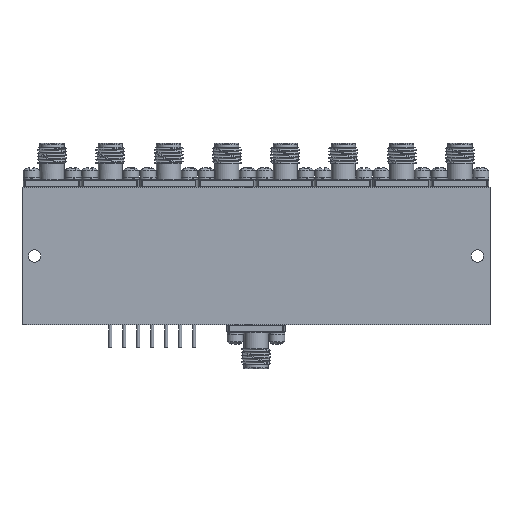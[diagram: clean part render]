
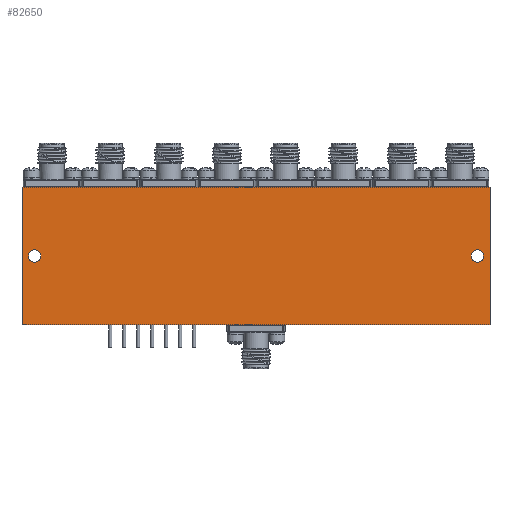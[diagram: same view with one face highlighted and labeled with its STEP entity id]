
A CAD part, front view. The second image highlights one B-rep face of the part: STEP entity #82650.
In plain terms, the highlighted planar face has unit normal (0, -1, 0).
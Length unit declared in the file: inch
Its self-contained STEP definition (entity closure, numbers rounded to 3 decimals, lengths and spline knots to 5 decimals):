
#452 = CARTESIAN_POINT ( 'NONE',  ( -2.54536, -0.30619, 0.4298 ) ) ;
#987 = DIRECTION ( 'NONE',  ( 0., 0., 1. ) ) ;
#1896 = DIRECTION ( 'NONE',  ( 0., 0., -1. ) ) ;
#2825 = CARTESIAN_POINT ( 'NONE',  ( 1.47064, -0.30619, -0.7512 ) ) ;
#3251 = EDGE_LOOP ( 'NONE', ( #6412 ) ) ;
#6079 = CARTESIAN_POINT ( 'NONE',  ( 1.47064, -0.30619, 0.4298 ) ) ;
#6412 = ORIENTED_EDGE ( 'NONE', *, *, #86811, .T. ) ;
#6596 = FACE_OUTER_BOUND ( 'NONE', #50898, .T. ) ;
#9483 = DIRECTION ( 'NONE',  ( 1., 0., 0. ) ) ;
#10858 = VERTEX_POINT ( 'NONE', #2825 ) ;
#12153 = CARTESIAN_POINT ( 'NONE',  ( -2.43686, -0.30619, -0.1082 ) ) ;
#14179 = EDGE_CURVE ( 'NONE', #10858, #31964, #29665, .T. ) ;
#15906 = LINE ( 'NONE', #17338, #20779 ) ;
#17338 = CARTESIAN_POINT ( 'NONE',  ( -2.54536, -0.30619, -0.7512 ) ) ;
#18526 = ORIENTED_EDGE ( 'NONE', *, *, #14179, .F. ) ;
#19282 = VERTEX_POINT ( 'NONE', #12153 ) ;
#20779 = VECTOR ( 'NONE', #75250, 39.37008 ) ;
#24698 = CARTESIAN_POINT ( 'NONE',  ( -2.54536, -0.30619, 0.4298 ) ) ;
#25563 = VECTOR ( 'NONE', #1896, 39.37008 ) ;
#28047 = ORIENTED_EDGE ( 'NONE', *, *, #80813, .F. ) ;
#28663 = EDGE_CURVE ( 'NONE', #78581, #65697, #46986, .T. ) ;
#28779 = AXIS2_PLACEMENT_3D ( 'NONE', #452, #29396, #58385 ) ;
#29396 = DIRECTION ( 'NONE',  ( 0., 1., 0. ) ) ;
#29665 = LINE ( 'NONE', #34905, #57560 ) ;
#31964 = VERTEX_POINT ( 'NONE', #47970 ) ;
#32349 = CARTESIAN_POINT ( 'NONE',  ( -2.43686, -0.30619, -0.1612 ) ) ;
#34905 = CARTESIAN_POINT ( 'NONE',  ( 1.47064, -0.30619, -0.7512 ) ) ;
#35581 = FACE_BOUND ( 'NONE', #37891, .T. ) ;
#36046 = PLANE ( 'NONE',  #28779 ) ;
#37004 = FACE_BOUND ( 'NONE', #3251, .T. ) ;
#37520 = CARTESIAN_POINT ( 'NONE',  ( 1.36214, -0.30619, -0.1612 ) ) ;
#37891 = EDGE_LOOP ( 'NONE', ( #92467 ) ) ;
#42921 = CARTESIAN_POINT ( 'NONE',  ( 1.36214, -0.30619, -0.1082 ) ) ;
#45681 = DIRECTION ( 'NONE',  ( 0., 0., 1. ) ) ;
#46323 = AXIS2_PLACEMENT_3D ( 'NONE', #32349, #46639, #45681 ) ;
#46639 = DIRECTION ( 'NONE',  ( 0., 1., 0. ) ) ;
#46986 = LINE ( 'NONE', #24698, #69485 ) ;
#47970 = CARTESIAN_POINT ( 'NONE',  ( -2.54536, -0.30619, -0.7512 ) ) ;
#48972 = CIRCLE ( 'NONE', #50487, 0.053 ) ;
#49468 = ORIENTED_EDGE ( 'NONE', *, *, #51904, .F. ) ;
#50487 = AXIS2_PLACEMENT_3D ( 'NONE', #37520, #71689, #987 ) ;
#50898 = EDGE_LOOP ( 'NONE', ( #49468, #18526, #28047, #59842 ) ) ;
#51904 = EDGE_CURVE ( 'NONE', #31964, #78581, #15906, .T. ) ;
#52367 = CIRCLE ( 'NONE', #46323, 0.053 ) ;
#57560 = VECTOR ( 'NONE', #86122, 39.37008 ) ;
#58385 = DIRECTION ( 'NONE',  ( 0., 0., 1. ) ) ;
#59842 = ORIENTED_EDGE ( 'NONE', *, *, #28663, .F. ) ;
#65697 = VERTEX_POINT ( 'NONE', #6079 ) ;
#66930 = CARTESIAN_POINT ( 'NONE',  ( 1.47064, -0.30619, 0.4298 ) ) ;
#69485 = VECTOR ( 'NONE', #9483, 39.37008 ) ;
#70039 = VERTEX_POINT ( 'NONE', #42921 ) ;
#71689 = DIRECTION ( 'NONE',  ( 0., 1., 0. ) ) ;
#75250 = DIRECTION ( 'NONE',  ( 0., 0., 1. ) ) ;
#78394 = CARTESIAN_POINT ( 'NONE',  ( -2.54536, -0.30619, 0.4298 ) ) ;
#78581 = VERTEX_POINT ( 'NONE', #78394 ) ;
#80813 = EDGE_CURVE ( 'NONE', #65697, #10858, #90105, .T. ) ;
#82650 = ADVANCED_FACE ( 'NONE', ( #6596, #37004, #35581 ), #36046, .F. ) ;
#85011 = EDGE_CURVE ( 'NONE', #70039, #70039, #48972, .T. ) ;
#86122 = DIRECTION ( 'NONE',  ( -1., 0., 0. ) ) ;
#86811 = EDGE_CURVE ( 'NONE', #19282, #19282, #52367, .T. ) ;
#90105 = LINE ( 'NONE', #66930, #25563 ) ;
#92467 = ORIENTED_EDGE ( 'NONE', *, *, #85011, .T. ) ;
